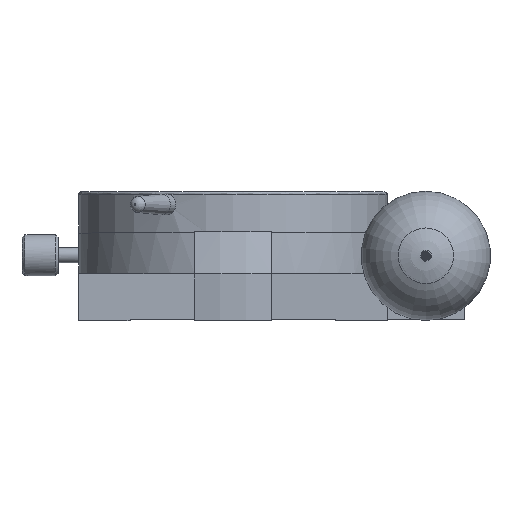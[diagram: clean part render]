
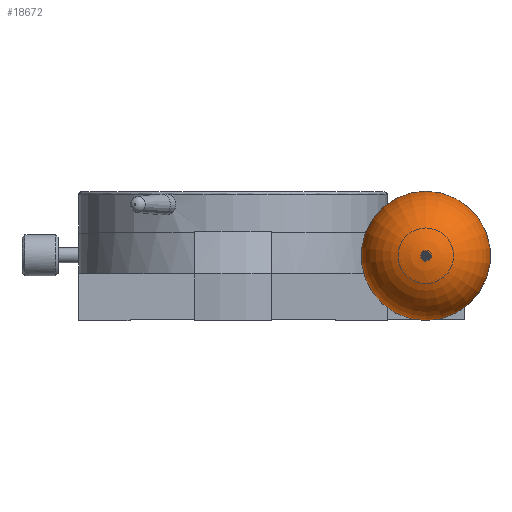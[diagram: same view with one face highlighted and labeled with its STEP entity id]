
A CAD part, top view. The second image highlights one B-rep face of the part: STEP entity #18672.
In plain terms, the highlighted toroidal (fillet/blend) face has major radius 0.021 mm and minor radius 12.6 mm.
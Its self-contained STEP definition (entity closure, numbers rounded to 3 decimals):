
#7120 = EDGE_CURVE ( 'NONE', #22461, #22461, #34681, .T. ) ;
#12150 = DIRECTION ( 'NONE',  ( 0., -1., 0. ) ) ;
#18672 = ADVANCED_FACE ( 'NONE', ( #57677 ), #37753, .T. ) ;
#22461 = VERTEX_POINT ( 'NONE', #66448 ) ;
#22682 = AXIS2_PLACEMENT_3D ( 'NONE', #35416, #73912, #36250 ) ;
#34681 = CIRCLE ( 'NONE', #22682, 5.4 ) ;
#35416 = CARTESIAN_POINT ( 'NONE',  ( 37.5, 12.5, 57.183 ) ) ;
#36250 = DIRECTION ( 'NONE',  ( 0., -1., 0. ) ) ;
#37753 = TOROIDAL_SURFACE ( 'NONE', #73634, 0.021, 12.6 ) ;
#57677 = FACE_OUTER_BOUND ( 'NONE', #65986, .T. ) ;
#65986 = EDGE_LOOP ( 'NONE', ( #70143 ) ) ;
#66448 = CARTESIAN_POINT ( 'NONE',  ( 37.5, 7.1, 57.183 ) ) ;
#69465 = DIRECTION ( 'NONE',  ( 0., 0., -1. ) ) ;
#70143 = ORIENTED_EDGE ( 'NONE', *, *, #7120, .F. ) ;
#73634 = AXIS2_PLACEMENT_3D ( 'NONE', #76537, #69465, #12150 ) ;
#73912 = DIRECTION ( 'NONE',  ( 0., 0., -1. ) ) ;
#76537 = CARTESIAN_POINT ( 'NONE',  ( 37.5, 12.5, 45.789 ) ) ;
